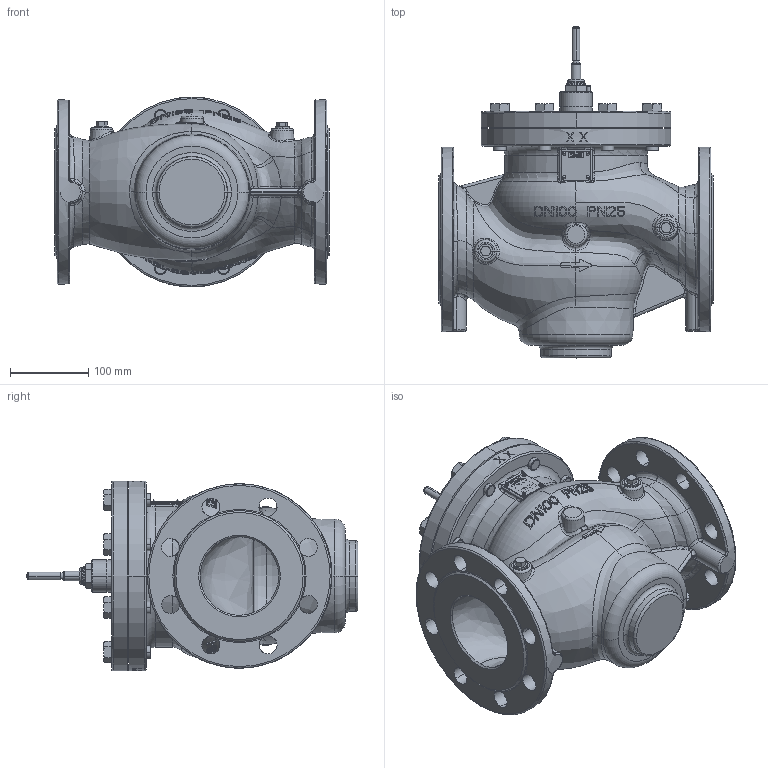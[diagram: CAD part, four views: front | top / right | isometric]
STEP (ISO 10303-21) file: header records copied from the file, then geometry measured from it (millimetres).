
FILE_DESCRIPTION((''),'2;1');
FILE_NAME('065B5509_VFG22_DN100_PN25_ASM','2024-03-25T15:53:09',('U384264'),('Danfoss'),'CREO PARAMETRIC BY PTC INC, 2022124','CREO PARAMETRIC BY PTC INC, 2022124','');
FILE_SCHEMA(('CONFIG_CONTROL_DESIGN'));
Products named in the file (13): 88650090_VALVE_B_VFG_DN100_PN25; 88650790_VALVE_C_VFG_DN100_PN25; 88652200_VFG_STEM_DN100; HEX_SCREW_DIN931_M16X50; 88652420_CON_INSERT_DN65-125; 54590640; 88651420_CONICAL_INS_DN100_125_ASM; LABEL_PLATE_37X37; 5589607; 51817290_M5_ZATIC; 54540510; 188610240; 065B5509_VFG22_DN100_PN25_ASM
Assembly tree (24 placements, depth 3):
  065B5509_VFG22_DN100_PN25_ASM
    88650090_VALVE_B_VFG_DN100_PN25
    88650790_VALVE_C_VFG_DN100_PN25
    88652200_VFG_STEM_DN100
    HEX_SCREW_DIN931_M16X50  x8
    88651420_CONICAL_INS_DN100_125_ASM
      88652420_CON_INSERT_DN65-125
      54590640
    LABEL_PLATE_37X37
    5589607  x4
    51817290_M5_ZATIC
    54540510  x2
    188610240  x2
Bounding box: 350 x 423 x 242 mm (x, y, z)
Volume: 5899862.8 mm3; surface area: 925643.7 mm2
Topology: 23 solids, 62 shells, 2831 faces, 7536 edges, 4848 vertices
Faces by surface type: plane 1743, cylinder 400, bspline 248, cone 229, torus 135, extrusion 54, revolution 13, sphere 9
Entity records: 116457 total; most frequent: CARTESIAN_POINT 56034, ORIENTED_EDGE 13572, DIRECTION 10648, EDGE_CURVE 6860, VERTEX_POINT 4468, VECTOR 3671, LINE 3617, AXIS2_PLACEMENT_3D 3482
